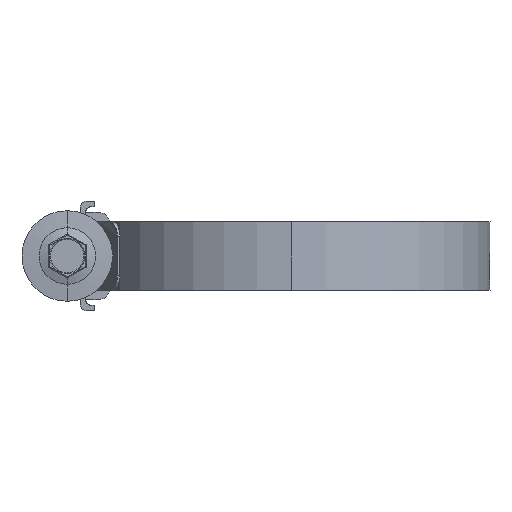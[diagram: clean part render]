
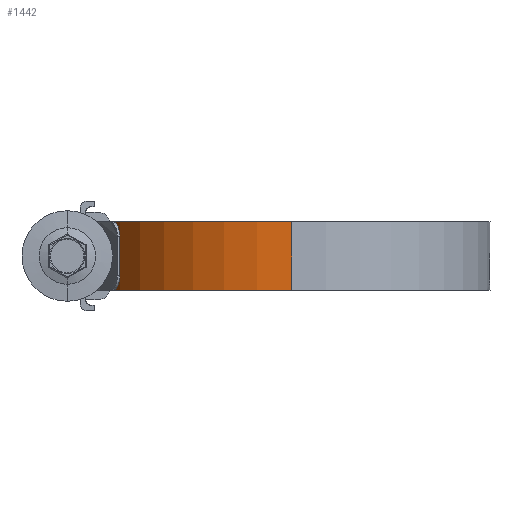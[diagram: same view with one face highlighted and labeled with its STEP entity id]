
A CAD part, left-side view. The second image highlights one B-rep face of the part: STEP entity #1442.
In plain terms, the highlighted cylindrical face has radius 41.58 mm (diameter 83.16 mm), a partial arc.
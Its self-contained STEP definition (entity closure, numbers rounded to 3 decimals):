
#256 = DIRECTION ( 'NONE',  ( 1., 0., 0. ) ) ;
#436 = CARTESIAN_POINT ( 'NONE',  ( 0., 41.58, 7.145 ) ) ;
#1087 = EDGE_CURVE ( 'NONE', #7344, #7654, #2977, .T. ) ;
#1442 = ADVANCED_FACE ( 'NONE', ( #9788 ), #9949, .T. ) ;
#2282 = DIRECTION ( 'NONE',  ( 0., 0., -1. ) ) ;
#2310 = VERTEX_POINT ( 'NONE', #10751 ) ;
#2449 = DIRECTION ( 'NONE',  ( 1., 0., 0. ) ) ;
#2630 = CARTESIAN_POINT ( 'NONE',  ( 0., 0., 7.145 ) ) ;
#2977 = LINE ( 'NONE', #436, #11208 ) ;
#3481 = ORIENTED_EDGE ( 'NONE', *, *, #1087, .T. ) ;
#3623 = VERTEX_POINT ( 'NONE', #4789 ) ;
#4136 = ORIENTED_EDGE ( 'NONE', *, *, #11170, .T. ) ;
#4567 = DIRECTION ( 'NONE',  ( -1., 0., 0. ) ) ;
#4789 = CARTESIAN_POINT ( 'NONE',  ( -41.58, 0., -7.145 ) ) ;
#5284 = ORIENTED_EDGE ( 'NONE', *, *, #7076, .F. ) ;
#5782 = CIRCLE ( 'NONE', #6168, 41.58 ) ;
#5902 = EDGE_CURVE ( 'NONE', #2310, #3623, #9321, .T. ) ;
#6133 = AXIS2_PLACEMENT_3D ( 'NONE', #6911, #10416, #2449 ) ;
#6168 = AXIS2_PLACEMENT_3D ( 'NONE', #8228, #7372, #256 ) ;
#6385 = DIRECTION ( 'NONE',  ( 0., 0., -1. ) ) ;
#6516 = EDGE_LOOP ( 'NONE', ( #8576, #5284, #3481, #4136 ) ) ;
#6911 = CARTESIAN_POINT ( 'NONE',  ( 0., 0., 7.145 ) ) ;
#7076 = EDGE_CURVE ( 'NONE', #7344, #2310, #10163, .T. ) ;
#7336 = CARTESIAN_POINT ( 'NONE',  ( 0., 41.58, 7.145 ) ) ;
#7344 = VERTEX_POINT ( 'NONE', #7336 ) ;
#7372 = DIRECTION ( 'NONE',  ( 0., 0., 1. ) ) ;
#7458 = CARTESIAN_POINT ( 'NONE',  ( 0., 41.58, -7.145 ) ) ;
#7654 = VERTEX_POINT ( 'NONE', #7458 ) ;
#7696 = AXIS2_PLACEMENT_3D ( 'NONE', #2630, #6385, #4567 ) ;
#8228 = CARTESIAN_POINT ( 'NONE',  ( 0., 0., -7.145 ) ) ;
#8576 = ORIENTED_EDGE ( 'NONE', *, *, #5902, .F. ) ;
#8873 = VECTOR ( 'NONE', #2282, 1000. ) ;
#9195 = DIRECTION ( 'NONE',  ( 0., 0., -1. ) ) ;
#9321 = LINE ( 'NONE', #11005, #8873 ) ;
#9788 = FACE_OUTER_BOUND ( 'NONE', #6516, .T. ) ;
#9949 = CYLINDRICAL_SURFACE ( 'NONE', #7696, 41.58 ) ;
#10163 = CIRCLE ( 'NONE', #6133, 41.58 ) ;
#10416 = DIRECTION ( 'NONE',  ( 0., 0., 1. ) ) ;
#10751 = CARTESIAN_POINT ( 'NONE',  ( -41.58, 0., 7.145 ) ) ;
#11005 = CARTESIAN_POINT ( 'NONE',  ( -41.58, 0., 7.145 ) ) ;
#11170 = EDGE_CURVE ( 'NONE', #7654, #3623, #5782, .T. ) ;
#11208 = VECTOR ( 'NONE', #9195, 1000. ) ;
